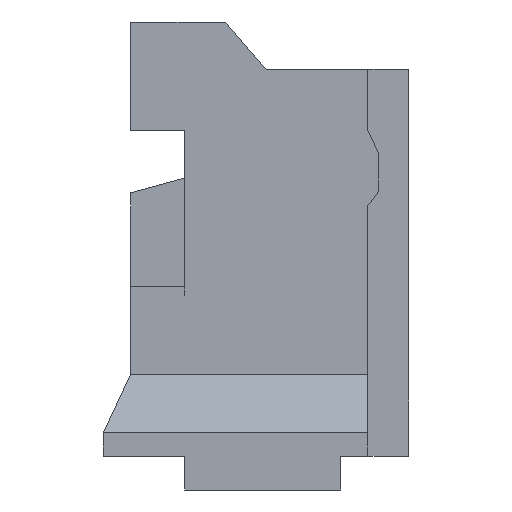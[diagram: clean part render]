
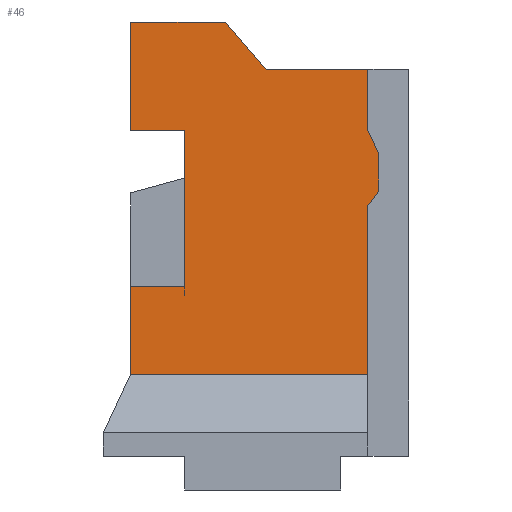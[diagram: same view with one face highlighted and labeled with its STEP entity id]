
A CAD part, left-side view. The second image highlights one B-rep face of the part: STEP entity #46.
In plain terms, the highlighted planar face has unit normal (-1, 0, 0).
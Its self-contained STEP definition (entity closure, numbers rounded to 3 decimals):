
#46=ADVANCED_FACE('',(#227),#228,.F.);
#227=FACE_OUTER_BOUND('',#587,.T.);
#228=PLANE('',#588);
#587=EDGE_LOOP('',(#947,#948,#949,#950,#951,#952,#953,#954,#955,#956,#957,#958,#959,#960));
#588=AXIS2_PLACEMENT_3D('',#961,#962,#963);
#947=ORIENTED_EDGE('',*,*,#2463,.T.);
#948=ORIENTED_EDGE('',*,*,#2464,.F.);
#949=ORIENTED_EDGE('',*,*,#2465,.F.);
#950=ORIENTED_EDGE('',*,*,#2466,.F.);
#951=ORIENTED_EDGE('',*,*,#2467,.T.);
#952=ORIENTED_EDGE('',*,*,#2468,.T.);
#953=ORIENTED_EDGE('',*,*,#2469,.T.);
#954=ORIENTED_EDGE('',*,*,#2470,.F.);
#955=ORIENTED_EDGE('',*,*,#2471,.F.);
#956=ORIENTED_EDGE('',*,*,#2472,.F.);
#957=ORIENTED_EDGE('',*,*,#2473,.F.);
#958=ORIENTED_EDGE('',*,*,#2474,.F.);
#959=ORIENTED_EDGE('',*,*,#2475,.T.);
#960=ORIENTED_EDGE('',*,*,#2476,.T.);
#961=CARTESIAN_POINT('',(-3.35,0.0,0.0));
#962=DIRECTION('',(1.0,0.0,0.0));
#963=DIRECTION('',(0.0,1.0,0.0));
#2463=EDGE_CURVE('',#2951,#2952,#2953,.T.);
#2464=EDGE_CURVE('',#2954,#2952,#2955,.T.);
#2465=EDGE_CURVE('',#2956,#2954,#2957,.T.);
#2466=EDGE_CURVE('',#2958,#2956,#2959,.T.);
#2467=EDGE_CURVE('',#2958,#2960,#2961,.T.);
#2468=EDGE_CURVE('',#2960,#2962,#2963,.T.);
#2469=EDGE_CURVE('',#2962,#2964,#2965,.T.);
#2470=EDGE_CURVE('',#2966,#2964,#2967,.T.);
#2471=EDGE_CURVE('',#2968,#2966,#2969,.T.);
#2472=EDGE_CURVE('',#2970,#2968,#2971,.T.);
#2473=EDGE_CURVE('',#2972,#2970,#2973,.T.);
#2474=EDGE_CURVE('',#2974,#2972,#2975,.T.);
#2475=EDGE_CURVE('',#2974,#2976,#2977,.T.);
#2476=EDGE_CURVE('',#2976,#2951,#2978,.T.);
#2951=VERTEX_POINT('',#3749);
#2952=VERTEX_POINT('',#3750);
#2953=LINE('',#3751,#3752);
#2954=VERTEX_POINT('',#3753);
#2955=LINE('',#3754,#3755);
#2956=VERTEX_POINT('',#3756);
#2957=LINE('',#3757,#3758);
#2958=VERTEX_POINT('',#3759);
#2959=LINE('',#3760,#3761);
#2960=VERTEX_POINT('',#3762);
#2961=LINE('',#3763,#3764);
#2962=VERTEX_POINT('',#3765);
#2963=LINE('',#3766,#3767);
#2964=VERTEX_POINT('',#3768);
#2965=LINE('',#3769,#3770);
#2966=VERTEX_POINT('',#3771);
#2967=LINE('',#3772,#3773);
#2968=VERTEX_POINT('',#3774);
#2969=LINE('',#3775,#3776);
#2970=VERTEX_POINT('',#3777);
#2971=LINE('',#3778,#3779);
#2972=VERTEX_POINT('',#3780);
#2973=LINE('',#3781,#3782);
#2974=VERTEX_POINT('',#3783);
#2975=LINE('',#3784,#3785);
#2976=VERTEX_POINT('',#3786);
#2977=LINE('',#3787,#3788);
#2978=LINE('',#3789,#3790);
#3749=CARTESIAN_POINT('',(-3.35,1.54,-3.9));
#3750=CARTESIAN_POINT('',(-3.35,2.34,-3.9));
#3751=CARTESIAN_POINT('',(-3.35,1.54,-3.9));
#3752=VECTOR('',#5021,0.8);
#3753=CARTESIAN_POINT('',(-3.35,2.34,-5.2));
#3754=CARTESIAN_POINT('',(-3.35,2.34,-5.2));
#3755=VECTOR('',#5022,1.3);
#3756=CARTESIAN_POINT('',(-3.35,-1.16,-5.2));
#3757=CARTESIAN_POINT('',(-3.35,-1.16,-5.2));
#3758=VECTOR('',#5023,3.5);
#3759=CARTESIAN_POINT('',(-3.35,-1.16,-2.7));
#3760=CARTESIAN_POINT('',(-3.35,-1.16,-2.7));
#3761=VECTOR('',#5024,2.5);
#3762=CARTESIAN_POINT('',(-3.35,-1.32,-2.493));
#3763=CARTESIAN_POINT('',(-3.35,-1.16,-2.7));
#3764=VECTOR('',#5025,0.262);
#3765=CARTESIAN_POINT('',(-3.35,-1.32,-1.943));
#3766=CARTESIAN_POINT('',(-3.35,-1.32,-2.493));
#3767=VECTOR('',#5026,0.55);
#3768=CARTESIAN_POINT('',(-3.35,-1.16,-1.6));
#3769=CARTESIAN_POINT('',(-3.35,-1.32,-1.943));
#3770=VECTOR('',#5027,0.379);
#3771=CARTESIAN_POINT('',(-3.35,-1.16,-0.7));
#3772=CARTESIAN_POINT('',(-3.35,-1.16,-0.7));
#3773=VECTOR('',#5028,0.9);
#3774=CARTESIAN_POINT('',(-3.35,0.34,-0.7));
#3775=CARTESIAN_POINT('',(-3.35,0.34,-0.7));
#3776=VECTOR('',#5029,1.5);
#3777=CARTESIAN_POINT('',(-3.35,0.94,0.0));
#3778=CARTESIAN_POINT('',(-3.35,0.94,0.0));
#3779=VECTOR('',#5030,0.922);
#3780=CARTESIAN_POINT('',(-3.35,2.34,0.0));
#3781=CARTESIAN_POINT('',(-3.35,2.34,0.0));
#3782=VECTOR('',#5031,1.4);
#3783=CARTESIAN_POINT('',(-3.35,2.34,-1.6));
#3784=CARTESIAN_POINT('',(-3.35,2.34,-1.6));
#3785=VECTOR('',#5032,1.6);
#3786=CARTESIAN_POINT('',(-3.35,1.54,-1.6));
#3787=CARTESIAN_POINT('',(-3.35,2.34,-1.6));
#3788=VECTOR('',#5033,0.8);
#3789=CARTESIAN_POINT('',(-3.35,1.54,-1.6));
#3790=VECTOR('',#5034,2.3);
#5021=DIRECTION('',(0.0,1.0,0.0));
#5022=DIRECTION('',(0.0,0.0,1.0));
#5023=DIRECTION('',(0.0,1.0,0.0));
#5024=DIRECTION('',(0.0,0.0,-1.0));
#5025=DIRECTION('',(0.0,-0.612,0.791));
#5026=DIRECTION('',(0.0,0.0,1.0));
#5027=DIRECTION('',(0.0,0.423,0.906));
#5028=DIRECTION('',(0.0,0.0,-1.0));
#5029=DIRECTION('',(0.0,-1.0,0.0));
#5030=DIRECTION('',(0.0,-0.651,-0.759));
#5031=DIRECTION('',(0.0,-1.0,0.0));
#5032=DIRECTION('',(0.0,0.0,1.0));
#5033=DIRECTION('',(0.0,-1.0,0.0));
#5034=DIRECTION('',(0.0,0.0,-1.0));
